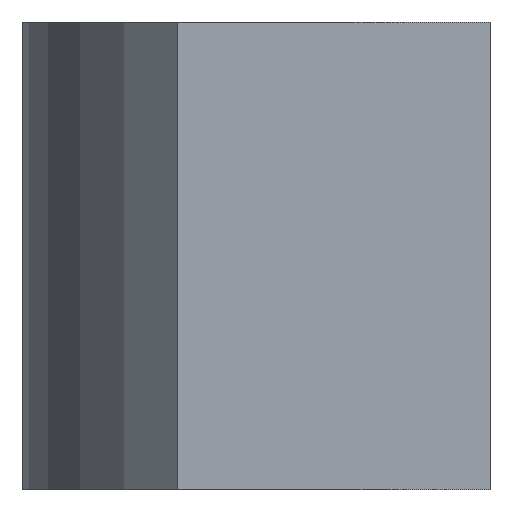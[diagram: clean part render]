
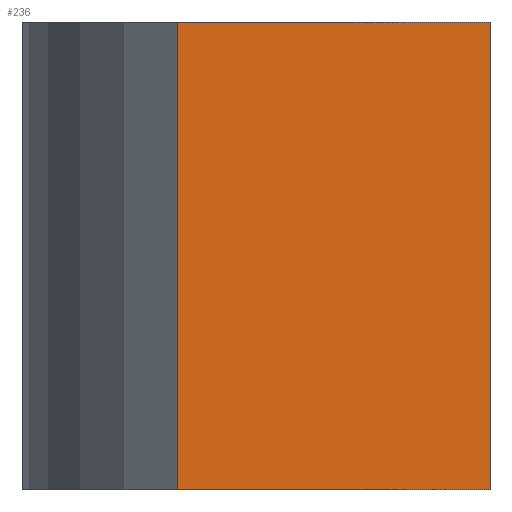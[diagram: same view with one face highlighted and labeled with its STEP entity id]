
A CAD part, front view. The second image highlights one B-rep face of the part: STEP entity #236.
In plain terms, the highlighted planar face has unit normal (0, -1, 0).
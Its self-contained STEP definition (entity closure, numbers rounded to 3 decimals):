
#46=FACE_OUTER_BOUND('',#62,.T.);
#62=EDGE_LOOP('',(#206,#207,#208,#209));
#64=LINE('',#352,#86);
#75=LINE('',#380,#97);
#84=LINE('',#407,#106);
#85=LINE('',#409,#107);
#86=VECTOR('',#286,10.);
#97=VECTOR('',#307,10.);
#106=VECTOR('',#340,10.);
#107=VECTOR('',#343,10.);
#108=VERTEX_POINT('',#350);
#109=VERTEX_POINT('',#351);
#121=VERTEX_POINT('',#378);
#127=VERTEX_POINT('',#405);
#128=EDGE_CURVE('',#108,#109,#64,.T.);
#142=EDGE_CURVE('',#109,#121,#75,.T.);
#156=EDGE_CURVE('',#121,#127,#84,.T.);
#157=EDGE_CURVE('',#108,#127,#85,.T.);
#206=ORIENTED_EDGE('',*,*,#128,.T.);
#207=ORIENTED_EDGE('',*,*,#142,.T.);
#208=ORIENTED_EDGE('',*,*,#156,.T.);
#209=ORIENTED_EDGE('',*,*,#157,.F.);
#224=PLANE('',#279);
#236=ADVANCED_FACE('',(#46),#224,.T.);
#279=AXIS2_PLACEMENT_3D('',#408,#341,#342);
#286=DIRECTION('',(0.,0.,1.));
#307=DIRECTION('',(-1.,0.,0.));
#340=DIRECTION('',(0.,0.,-1.));
#341=DIRECTION('center_axis',(0.,-1.,0.));
#342=DIRECTION('ref_axis',(-1.,0.,0.));
#343=DIRECTION('',(-1.,0.,0.));
#350=CARTESIAN_POINT('',(0.,-15.25,-7.5));
#351=CARTESIAN_POINT('',(0.,-15.25,0.));
#352=CARTESIAN_POINT('',(0.,-15.25,0.));
#378=CARTESIAN_POINT('',(-5.,-15.25,0.));
#380=CARTESIAN_POINT('',(5.,-15.25,0.));
#405=CARTESIAN_POINT('',(-5.,-15.25,-7.5));
#407=CARTESIAN_POINT('',(-5.,-15.25,0.));
#408=CARTESIAN_POINT('Origin',(5.,-15.25,0.));
#409=CARTESIAN_POINT('',(5.,-15.25,-7.5));
